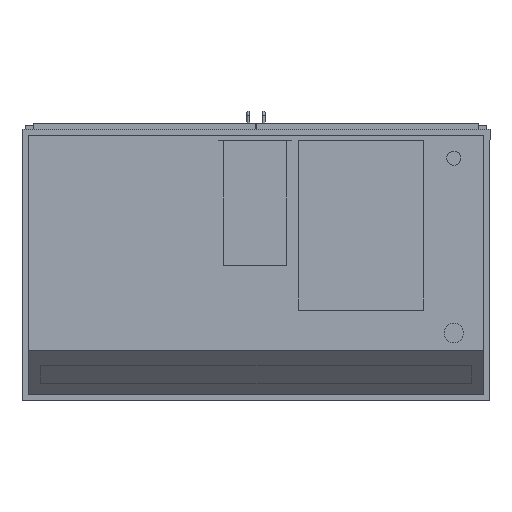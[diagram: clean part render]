
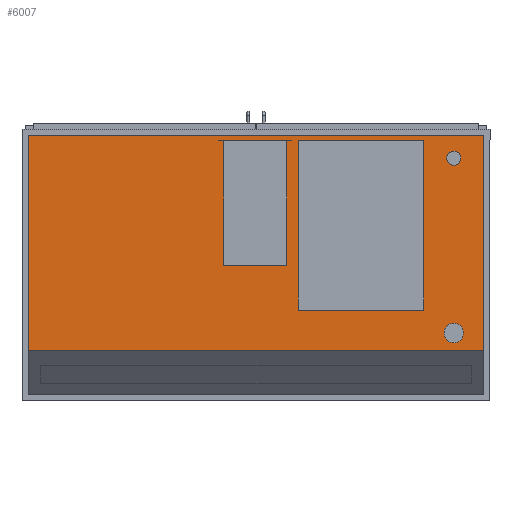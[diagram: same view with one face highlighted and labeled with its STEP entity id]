
A CAD part, front view. The second image highlights one B-rep face of the part: STEP entity #6007.
In plain terms, the highlighted planar face has unit normal (0, -1, 0).
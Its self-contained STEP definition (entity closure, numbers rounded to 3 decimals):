
#300=FACE_OUTER_BOUND('',#670,.T.);
#670=EDGE_LOOP('',(#4000,#4001,#4002,#4003));
#1055=LINE('',#8703,#1790);
#1062=LINE('',#8717,#1797);
#1063=LINE('',#8720,#1798);
#1064=LINE('',#8721,#1799);
#1790=VECTOR('',#6961,10.);
#1797=VECTOR('',#6974,10.);
#1798=VECTOR('',#6977,10.);
#1799=VECTOR('',#6978,10.);
#2516=VERTEX_POINT('',#8694);
#2520=VERTEX_POINT('',#8701);
#2524=VERTEX_POINT('',#8715);
#2525=VERTEX_POINT('',#8719);
#3107=EDGE_CURVE('',#2520,#2516,#1055,.T.);
#3114=EDGE_CURVE('',#2520,#2524,#1062,.T.);
#3115=EDGE_CURVE('',#2525,#2524,#1063,.T.);
#3116=EDGE_CURVE('',#2516,#2525,#1064,.T.);
#4000=ORIENTED_EDGE('',*,*,#3114,.T.);
#4001=ORIENTED_EDGE('',*,*,#3115,.F.);
#4002=ORIENTED_EDGE('',*,*,#3116,.F.);
#4003=ORIENTED_EDGE('',*,*,#3107,.F.);
#5693=PLANE('',#6437);
#6007=ADVANCED_FACE('',(#300),#5693,.T.);
#6437=AXIS2_PLACEMENT_3D('',#8718,#6975,#6976);
#6961=DIRECTION('',(0.,0.,1.));
#6974=DIRECTION('',(1.,0.,0.));
#6975=DIRECTION('center_axis',(0.,-1.,0.));
#6976=DIRECTION('ref_axis',(0.,0.,-1.));
#6977=DIRECTION('',(0.,0.,-1.));
#6978=DIRECTION('',(1.,0.,0.));
#8694=CARTESIAN_POINT('',(-645.,-97.5,367.5));
#8701=CARTESIAN_POINT('',(-645.,-97.5,-242.5));
#8703=CARTESIAN_POINT('',(-645.,-97.5,367.5));
#8715=CARTESIAN_POINT('',(645.,-97.5,-242.5));
#8717=CARTESIAN_POINT('',(0.,-97.5,-242.5));
#8718=CARTESIAN_POINT('Origin',(0.,-97.5,367.5));
#8719=CARTESIAN_POINT('',(645.,-97.5,367.5));
#8720=CARTESIAN_POINT('',(645.,-97.5,367.5));
#8721=CARTESIAN_POINT('',(0.,-97.5,367.5));
